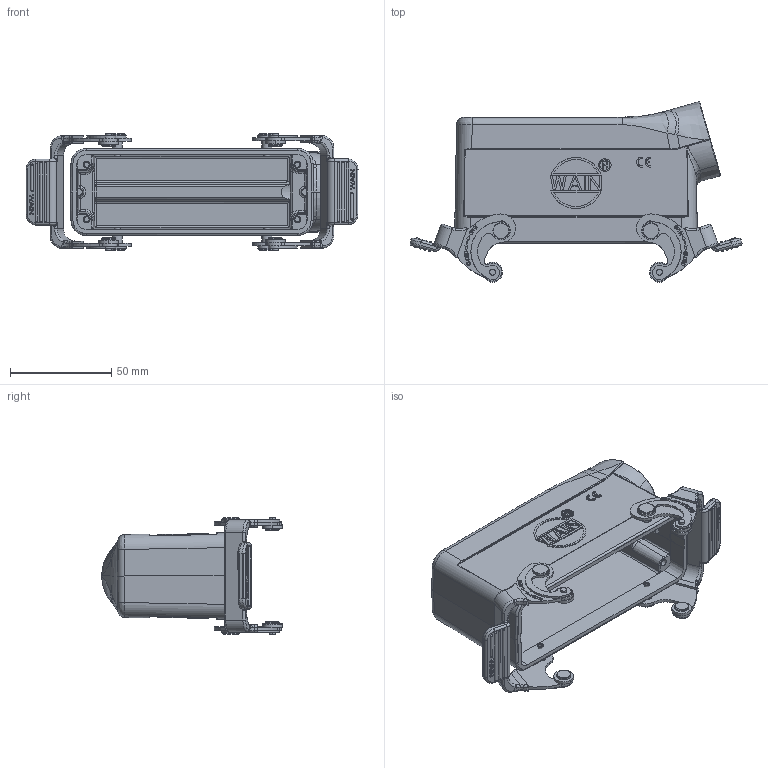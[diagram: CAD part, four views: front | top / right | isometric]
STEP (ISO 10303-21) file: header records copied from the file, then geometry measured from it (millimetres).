
FILE_DESCRIPTION(/* description */ (''),/* implementation_level */ '2;1');
FILE_NAME(/* name */ '_model1.stp',/* time_stamp */ '2023-11-30T11:40:07+08:00',/* author */ (''),/* organization */ (''),/* preprocessor_version */ 'ST-DEVELOPER v18.1',/* originating_system */ 'SIEMENS PLM Software NX 1980',/* authorisation */ '');
FILE_SCHEMA (('AP203_CONFIGURATION_CONTROLLED_3D_DESIGN_OF_MECHANICAL_PARTS_AND_ASSEMBLIES_MIM_LF { 1 0 10303 403 2 1 2}'));
Products named in the file (1): _model1
Bounding box: 163.9 x 89.1 x 57.5 mm (x, y, z)
Volume: 96722.5 mm3; surface area: 70967.1 mm2
Topology: 10 solids, 11 shells, 1861 faces, 4825 edges, 3091 vertices
Faces by surface type: plane 886, cylinder 559, bspline 110, torus 106, extrusion 86, cone 67, sphere 45, revolution 2
Full cylindrical faces by diameter (mm): 3.5 x4, 4.99 x2, 6.1 x2, 21 x1, 23.5 x1
Entity records: 64706 total; most frequent: CARTESIAN_POINT 21784, ORIENTED_EDGE 9444, DIRECTION 7768, EDGE_CURVE 4722, VERTEX_POINT 3059, AXIS2_PLACEMENT_3D 2594, VECTOR 2578, LINE 2492
